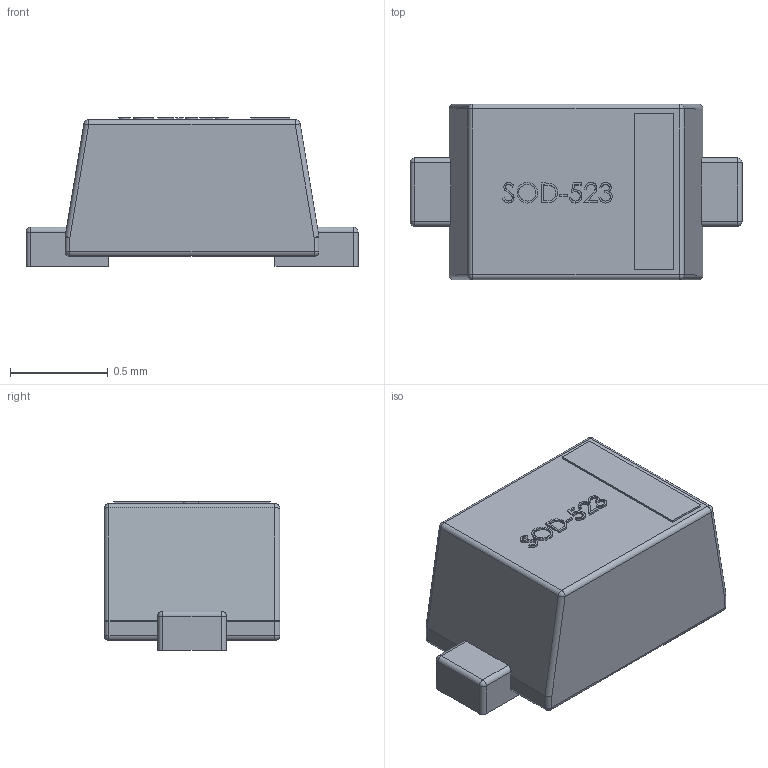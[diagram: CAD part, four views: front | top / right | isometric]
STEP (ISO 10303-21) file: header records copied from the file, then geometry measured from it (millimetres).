
FILE_DESCRIPTION (( 'STEP AP214' ), '1' );
FILE_NAME ('SOD-523.STEP', '2025-08-17T06:54:01', ( '' ), ( '' ), 'SwSTEP 2.0', 'SolidWorks 2022', '' );
FILE_SCHEMA (( 'AUTOMOTIVE_DESIGN' ));
Length unit declared in the file: metre
Products named in the file (1): SOD-523
Bounding box: 1.7 x 0.9 x 0.76 mm (x, y, z)
Volume: 0.8 mm3; surface area: 6.7 mm2
Topology: 4 solids, 4 shells, 186 faces, 467 edges, 282 vertices
Faces by surface type: plane 72, bspline 58, cylinder 40, sphere 16
Entity records: 9584 total; most frequent: CARTESIAN_POINT 4566, ORIENTED_EDGE 902, DIRECTION 641, EDGE_CURVE 451, VERTEX_POINT 282, LINE 263, VECTOR 263, EDGE_LOOP 195
